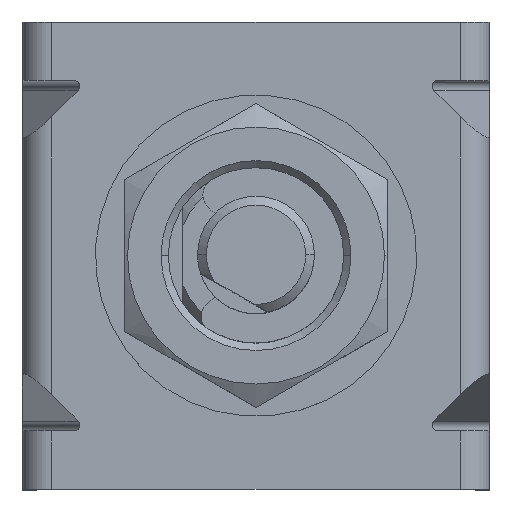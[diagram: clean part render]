
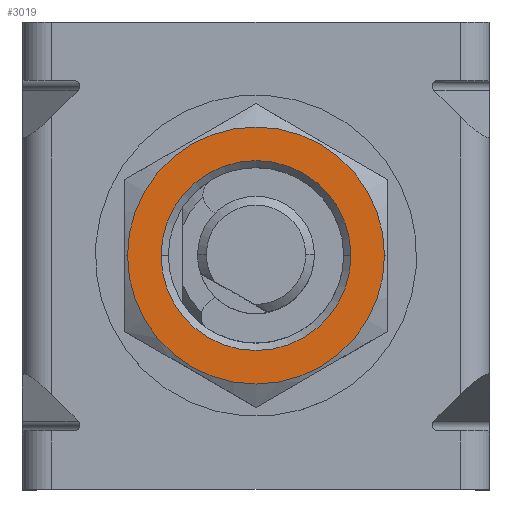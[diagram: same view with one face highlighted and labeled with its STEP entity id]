
A CAD part, top view. The second image highlights one B-rep face of the part: STEP entity #3019.
In plain terms, the highlighted planar face has unit normal (0, 0, 1).
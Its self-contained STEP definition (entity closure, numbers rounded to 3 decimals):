
#100 = CARTESIAN_POINT ( 'NONE',  ( 0., 0., 2. ) ) ;
#681 = AXIS2_PLACEMENT_3D ( 'NONE', #4744, #14764, #3422 ) ;
#803 = CIRCLE ( 'NONE', #13236, 4.4 ) ;
#2156 = EDGE_LOOP ( 'NONE', ( #4079, #17207 ) ) ;
#2541 = CARTESIAN_POINT ( 'NONE',  ( -4.5, -2.598, 2. ) ) ;
#2761 = DIRECTION ( 'NONE',  ( 0., 0., -1. ) ) ;
#2878 = EDGE_CURVE ( 'NONE', #4495, #14890, #17744, .T. ) ;
#2974 = CARTESIAN_POINT ( 'NONE',  ( 4.4, 0., 2. ) ) ;
#3019 = ADVANCED_FACE ( 'NONE', ( #7523, #13427 ), #9701, .F. ) ;
#3041 = AXIS2_PLACEMENT_3D ( 'NONE', #100, #2761, #5814 ) ;
#3422 = DIRECTION ( 'NONE',  ( 1., 0., 0. ) ) ;
#3812 = DIRECTION ( 'NONE',  ( 0., 0., -1. ) ) ;
#4079 = ORIENTED_EDGE ( 'NONE', *, *, #2878, .T. ) ;
#4332 = CARTESIAN_POINT ( 'NONE',  ( -3.25, 0., 2. ) ) ;
#4376 = ORIENTED_EDGE ( 'NONE', *, *, #17121, .F. ) ;
#4495 = VERTEX_POINT ( 'NONE', #8536 ) ;
#4744 = CARTESIAN_POINT ( 'NONE',  ( 0., 0., 2. ) ) ;
#5715 = AXIS2_PLACEMENT_3D ( 'NONE', #15295, #3812, #15357 ) ;
#5814 = DIRECTION ( 'NONE',  ( -1., 0., 0. ) ) ;
#7523 = FACE_OUTER_BOUND ( 'NONE', #18182, .T. ) ;
#8536 = CARTESIAN_POINT ( 'NONE',  ( 3.25, 0., 2. ) ) ;
#9270 = CARTESIAN_POINT ( 'NONE',  ( -4.4, 0., 2. ) ) ;
#9701 = PLANE ( 'NONE',  #11910 ) ;
#11150 = DIRECTION ( 'NONE',  ( 0., 0., -1. ) ) ;
#11647 = EDGE_CURVE ( 'NONE', #16468, #17873, #803, .T. ) ;
#11910 = AXIS2_PLACEMENT_3D ( 'NONE', #2541, #11150, #17068 ) ;
#12188 = CIRCLE ( 'NONE', #681, 3.25 ) ;
#12573 = CARTESIAN_POINT ( 'NONE',  ( 0., 0., 2. ) ) ;
#13236 = AXIS2_PLACEMENT_3D ( 'NONE', #12573, #18480, #14244 ) ;
#13427 = FACE_BOUND ( 'NONE', #2156, .T. ) ;
#13524 = ORIENTED_EDGE ( 'NONE', *, *, #11647, .F. ) ;
#14244 = DIRECTION ( 'NONE',  ( -1., 0., 0. ) ) ;
#14443 = EDGE_CURVE ( 'NONE', #14890, #4495, #12188, .T. ) ;
#14764 = DIRECTION ( 'NONE',  ( 0., 0., -1. ) ) ;
#14890 = VERTEX_POINT ( 'NONE', #4332 ) ;
#15295 = CARTESIAN_POINT ( 'NONE',  ( 0., 0., 2. ) ) ;
#15357 = DIRECTION ( 'NONE',  ( 1., 0., 0. ) ) ;
#16447 = CIRCLE ( 'NONE', #3041, 4.4 ) ;
#16468 = VERTEX_POINT ( 'NONE', #9270 ) ;
#17068 = DIRECTION ( 'NONE',  ( -1., 0., 0. ) ) ;
#17121 = EDGE_CURVE ( 'NONE', #17873, #16468, #16447, .T. ) ;
#17207 = ORIENTED_EDGE ( 'NONE', *, *, #14443, .T. ) ;
#17744 = CIRCLE ( 'NONE', #5715, 3.25 ) ;
#17873 = VERTEX_POINT ( 'NONE', #2974 ) ;
#18182 = EDGE_LOOP ( 'NONE', ( #13524, #4376 ) ) ;
#18480 = DIRECTION ( 'NONE',  ( 0., 0., -1. ) ) ;
